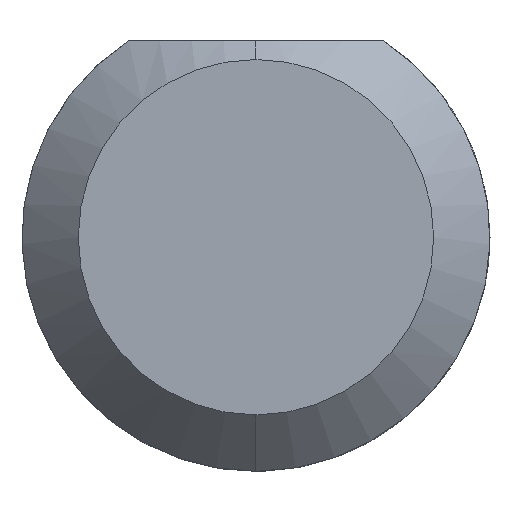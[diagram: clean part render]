
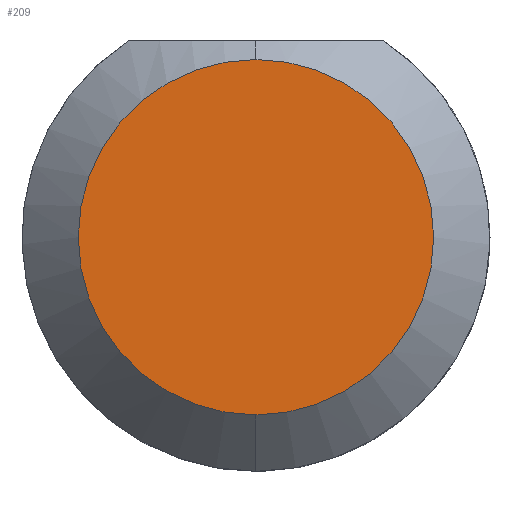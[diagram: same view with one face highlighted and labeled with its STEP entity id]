
A CAD part, left-side view. The second image highlights one B-rep face of the part: STEP entity #209.
In plain terms, the highlighted planar face has unit normal (-1, 0, 0).
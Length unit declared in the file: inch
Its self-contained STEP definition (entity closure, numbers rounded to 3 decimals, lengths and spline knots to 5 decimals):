
#25 = FACE_OUTER_BOUND ( 'NONE', #26, .T. ) ;
#26 = EDGE_LOOP ( 'NONE', ( #545, #145 ) ) ;
#42 = EDGE_CURVE ( 'NONE', #72, #354, #187, .T. ) ;
#72 = VERTEX_POINT ( 'NONE', #438 ) ;
#87 = CIRCLE ( 'NONE', #609, 0.04735 ) ;
#124 = AXIS2_PLACEMENT_3D ( 'NONE', #605, #171, #224 ) ;
#128 = CARTESIAN_POINT ( 'NONE',  ( 0., 0., 0. ) ) ;
#145 = ORIENTED_EDGE ( 'NONE', *, *, #165, .T. ) ;
#165 = EDGE_CURVE ( 'NONE', #354, #72, #87, .T. ) ;
#171 = DIRECTION ( 'NONE',  ( -1., 0., 0. ) ) ;
#176 = DIRECTION ( 'NONE',  ( 0., 0., -1. ) ) ;
#187 = CIRCLE ( 'NONE', #124, 0.04735 ) ;
#189 = DIRECTION ( 'NONE',  ( 0., 0., 1. ) ) ;
#209 = ADVANCED_FACE ( 'NONE', ( #25 ), #240, .F. ) ;
#224 = DIRECTION ( 'NONE',  ( 0., 0., 1. ) ) ;
#240 = PLANE ( 'NONE',  #255 ) ;
#255 = AXIS2_PLACEMENT_3D ( 'NONE', #128, #511, #176 ) ;
#354 = VERTEX_POINT ( 'NONE', #418 ) ;
#418 = CARTESIAN_POINT ( 'NONE',  ( 0., 0., 0.04735 ) ) ;
#438 = CARTESIAN_POINT ( 'NONE',  ( 0., 0., -0.04735 ) ) ;
#511 = DIRECTION ( 'NONE',  ( 1., 0., 0. ) ) ;
#513 = CARTESIAN_POINT ( 'NONE',  ( 0., 0., 0. ) ) ;
#545 = ORIENTED_EDGE ( 'NONE', *, *, #42, .T. ) ;
#568 = DIRECTION ( 'NONE',  ( -1., 0., 0. ) ) ;
#605 = CARTESIAN_POINT ( 'NONE',  ( 0., 0., 0. ) ) ;
#609 = AXIS2_PLACEMENT_3D ( 'NONE', #513, #568, #189 ) ;
